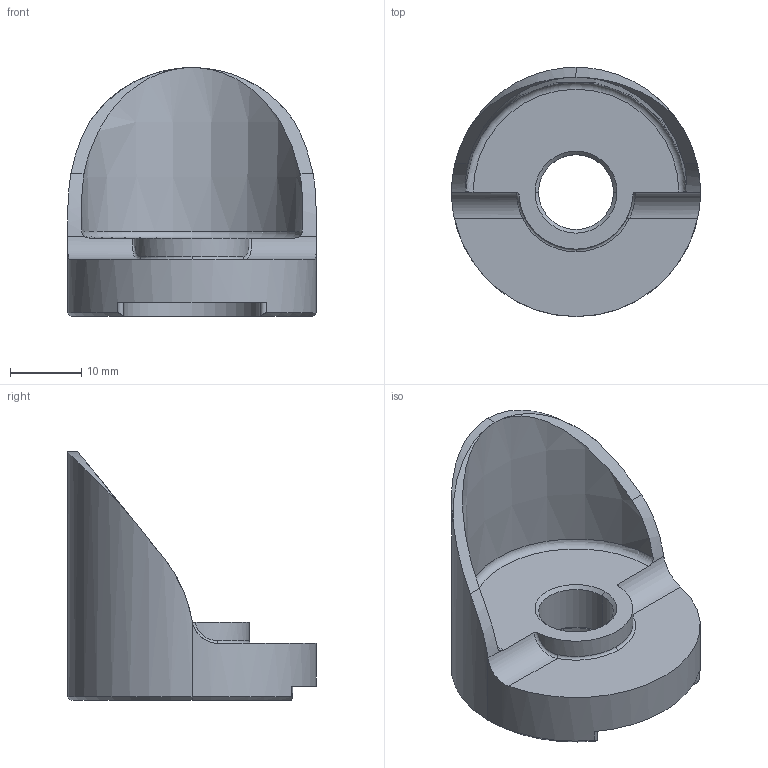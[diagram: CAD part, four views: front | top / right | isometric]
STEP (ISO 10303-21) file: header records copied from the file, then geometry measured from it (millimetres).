
FILE_DESCRIPTION (( 'STEP AP214' ), '1' );
FILE_NAME ('DR0050_THREADED.STEP', '2018-09-24T17:56:33', ( 'JeffCAD' ), ( 'Microsoft' ), 'SwSTEP 2.0', 'SolidWorks 2018', '' );
FILE_SCHEMA (( 'AUTOMOTIVE_DESIGN' ));
Length unit declared in the file: inch
Products named in the file (1): DR0050_THREADED
Bounding box: 34.92 x 34.92 x 34.92 mm (x, y, z)
Volume: 9252.8 mm3; surface area: 4959.2 mm2
Topology: 1 solids, 1 shells, 42 faces, 101 edges, 62 vertices
Faces by surface type: cylinder 16, cone 10, plane 9, torus 5, bspline 2
Entity records: 1483 total; most frequent: CARTESIAN_POINT 468, ORIENTED_EDGE 202, DIRECTION 199, EDGE_CURVE 101, AXIS2_PLACEMENT_3D 83, VERTEX_POINT 62, EDGE_LOOP 45, CIRCLE 42
